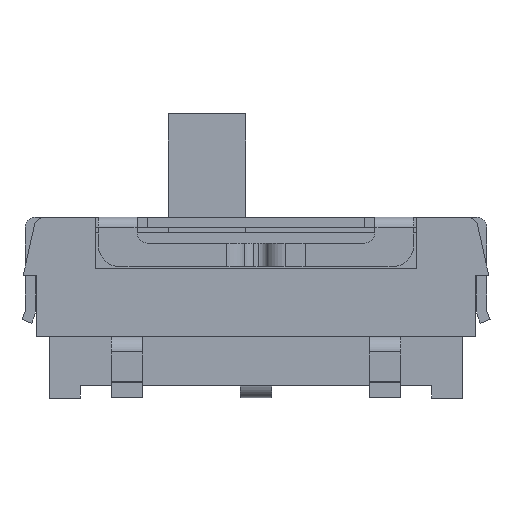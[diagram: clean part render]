
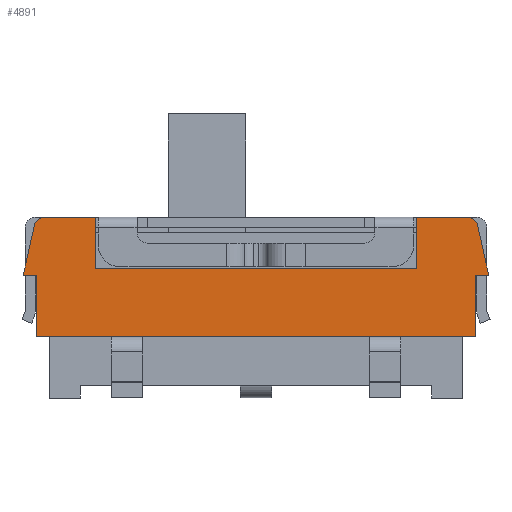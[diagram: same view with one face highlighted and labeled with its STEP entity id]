
A CAD part, front view. The second image highlights one B-rep face of the part: STEP entity #4891.
In plain terms, the highlighted planar face has unit normal (0, -1, 0).
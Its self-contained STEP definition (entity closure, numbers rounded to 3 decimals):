
#556=ORIENTED_EDGE('',*,*,#1560,.T.);
#557=ORIENTED_EDGE('',*,*,#1557,.T.);
#558=ORIENTED_EDGE('',*,*,#1564,.T.);
#559=ORIENTED_EDGE('',*,*,#1608,.T.);
#560=ORIENTED_EDGE('',*,*,#1609,.F.);
#561=ORIENTED_EDGE('',*,*,#1610,.T.);
#562=ORIENTED_EDGE('',*,*,#1611,.T.);
#563=ORIENTED_EDGE('',*,*,#1561,.T.);
#564=ORIENTED_EDGE('',*,*,#1552,.F.);
#565=ORIENTED_EDGE('',*,*,#1548,.F.);
#566=ORIENTED_EDGE('',*,*,#1576,.T.);
#567=ORIENTED_EDGE('',*,*,#1547,.F.);
#568=ORIENTED_EDGE('',*,*,#1601,.F.);
#569=ORIENTED_EDGE('',*,*,#1539,.T.);
#1539=EDGE_CURVE('',#2109,#2110,#2549,.T.);
#1547=EDGE_CURVE('',#2116,#2113,#2557,.T.);
#1548=EDGE_CURVE('',#2117,#2118,#2558,.T.);
#1552=EDGE_CURVE('',#2118,#2121,#2562,.T.);
#1557=EDGE_CURVE('',#2126,#2125,#2567,.T.);
#1560=EDGE_CURVE('',#2110,#2126,#2570,.T.);
#1561=EDGE_CURVE('',#2127,#2121,#2571,.F.);
#1564=EDGE_CURVE('',#2125,#2129,#2574,.T.);
#1576=EDGE_CURVE('',#2117,#2113,#2586,.T.);
#1601=EDGE_CURVE('',#2109,#2116,#2611,.T.);
#1608=EDGE_CURVE('',#2129,#2152,#2618,.T.);
#1609=EDGE_CURVE('',#2153,#2152,#2619,.T.);
#1610=EDGE_CURVE('',#2153,#2154,#2620,.T.);
#1611=EDGE_CURVE('',#2154,#2127,#2621,.T.);
#2109=VERTEX_POINT('',#6808);
#2110=VERTEX_POINT('',#6809);
#2113=VERTEX_POINT('',#6818);
#2116=VERTEX_POINT('',#6823);
#2117=VERTEX_POINT('',#6827);
#2118=VERTEX_POINT('',#6828);
#2121=VERTEX_POINT('',#6836);
#2125=VERTEX_POINT('',#6845);
#2126=VERTEX_POINT('',#6847);
#2127=VERTEX_POINT('',#6854);
#2129=VERTEX_POINT('',#6860);
#2152=VERTEX_POINT('',#6944);
#2153=VERTEX_POINT('',#6946);
#2154=VERTEX_POINT('',#6948);
#2549=LINE('',#6807,#3095);
#2557=LINE('',#6824,#3103);
#2558=LINE('',#6826,#3104);
#2562=LINE('',#6835,#3108);
#2567=LINE('',#6846,#3113);
#2570=LINE('',#6851,#3116);
#2571=LINE('',#6853,#3117);
#2574=LINE('',#6859,#3120);
#2586=LINE('',#6883,#3132);
#2611=LINE('',#6929,#3157);
#2618=LINE('',#6943,#3164);
#2619=LINE('',#6945,#3165);
#2620=LINE('',#6947,#3166);
#2621=LINE('',#6949,#3167);
#3095=VECTOR('',#5628,1000.);
#3103=VECTOR('',#5638,1000.);
#3104=VECTOR('',#5641,1000.);
#3108=VECTOR('',#5647,1000.);
#3113=VECTOR('',#5654,1000.);
#3116=VECTOR('',#5659,1000.);
#3117=VECTOR('',#5662,1000.);
#3120=VECTOR('',#5667,1000.);
#3132=VECTOR('',#5685,1000.);
#3157=VECTOR('',#5730,1000.);
#3164=VECTOR('',#5745,1000.);
#3165=VECTOR('',#5746,1000.);
#3166=VECTOR('',#5747,1000.);
#3167=VECTOR('',#5748,1000.);
#3575=EDGE_LOOP('',(#556,#557,#558,#559,#560,#561,#562,#563,#564,#565,#566,
#567,#568,#569));
#3801=FACE_BOUND('',#3575,.T.);
#4018=PLANE('',#5142);
#4891=ADVANCED_FACE('',(#3801),#4018,.T.);
#5142=AXIS2_PLACEMENT_3D('',#6942,#5743,#5744);
#5628=DIRECTION('',(1.,0.,0.));
#5638=DIRECTION('',(-1.,0.,0.));
#5641=DIRECTION('',(-1.,0.,0.));
#5647=DIRECTION('',(0.218,0.,0.976));
#5654=DIRECTION('',(-0.78,0.,0.625));
#5659=DIRECTION('',(-0.218,0.,0.976));
#5662=DIRECTION('',(0.78,0.,0.625));
#5667=DIRECTION('',(-1.,0.,0.));
#5685=DIRECTION('',(0.,0.,-1.));
#5730=DIRECTION('',(0.,0.,-1.));
#5743=DIRECTION('',(0.,-1.,0.));
#5744=DIRECTION('',(1.,0.,0.));
#5745=DIRECTION('',(0.,0.,-1.));
#5746=DIRECTION('',(1.,0.,0.));
#5747=DIRECTION('',(0.,0.,1.));
#5748=DIRECTION('',(-1.,0.,0.));
#6807=CARTESIAN_POINT('',(4.25,-1.75,2.38));
#6808=CARTESIAN_POINT('',(4.25,-1.75,2.38));
#6809=CARTESIAN_POINT('',(4.5,-1.75,2.38));
#6818=CARTESIAN_POINT('',(-4.25,-1.75,1.2));
#6823=CARTESIAN_POINT('',(4.25,-1.75,1.2));
#6824=CARTESIAN_POINT('',(4.25,-1.75,1.2));
#6826=CARTESIAN_POINT('',(-4.25,-1.75,2.38));
#6827=CARTESIAN_POINT('',(-4.25,-1.75,2.38));
#6828=CARTESIAN_POINT('',(-4.5,-1.75,2.38));
#6835=CARTESIAN_POINT('',(-4.5,-1.75,2.38));
#6836=CARTESIAN_POINT('',(-4.272,-1.75,3.402));
#6845=CARTESIAN_POINT('',(4.15,-1.75,3.5));
#6846=CARTESIAN_POINT('',(4.211,-1.75,3.451));
#6847=CARTESIAN_POINT('',(4.272,-1.75,3.402));
#6851=CARTESIAN_POINT('',(4.5,-1.75,2.38));
#6853=CARTESIAN_POINT('',(0.965,-1.75,7.599));
#6854=CARTESIAN_POINT('',(-4.15,-1.75,3.5));
#6859=CARTESIAN_POINT('',(4.25,-1.75,3.5));
#6860=CARTESIAN_POINT('',(3.1,-1.75,3.5));
#6883=CARTESIAN_POINT('',(-4.25,-1.75,3.5));
#6929=CARTESIAN_POINT('',(4.25,-1.75,3.5));
#6942=CARTESIAN_POINT('',(4.25,-1.75,3.5));
#6943=CARTESIAN_POINT('',(3.1,-1.75,3.5));
#6944=CARTESIAN_POINT('',(3.1,-1.75,2.5));
#6945=CARTESIAN_POINT('',(4.25,-1.75,2.5));
#6946=CARTESIAN_POINT('',(-3.1,-1.75,2.5));
#6947=CARTESIAN_POINT('',(-3.1,-1.75,3.5));
#6948=CARTESIAN_POINT('',(-3.1,-1.75,3.5));
#6949=CARTESIAN_POINT('',(4.25,-1.75,3.5));
